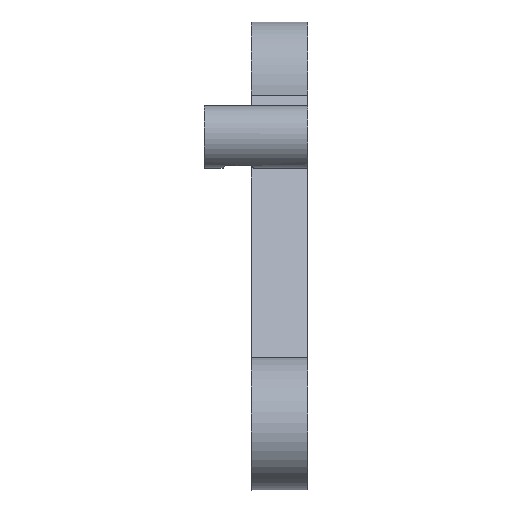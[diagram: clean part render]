
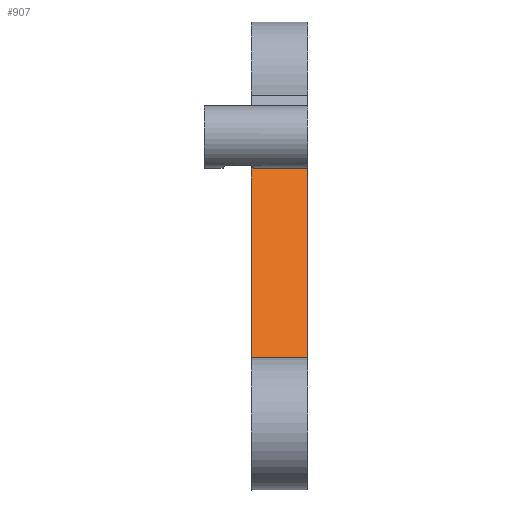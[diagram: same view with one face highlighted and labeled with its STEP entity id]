
A CAD part, left-side view. The second image highlights one B-rep face of the part: STEP entity #907.
In plain terms, the highlighted planar face has unit normal (-0.902, 0, 0.432).
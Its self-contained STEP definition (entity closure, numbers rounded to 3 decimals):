
#84=B_SPLINE_CURVE_WITH_KNOTS('',3,(#1704,#1705,#1706,#1707,#1708,#1709,
#1710,#1711,#1712,#1713),.UNSPECIFIED.,.F.,.F.,(4,2,2,2,4),(-0.239,
-0.238,-0.223,-0.206,-0.189),
 .UNSPECIFIED.);
#158=FACE_OUTER_BOUND('',#225,.T.);
#225=EDGE_LOOP('',(#742,#743,#744,#745,#746,#747));
#272=LINE('',#1355,#333);
#277=LINE('',#1482,#338);
#292=LINE('',#1701,#353);
#293=LINE('',#1703,#354);
#294=LINE('',#1714,#355);
#333=VECTOR('',#1072,10.);
#338=VECTOR('',#1127,10.);
#353=VECTOR('',#1192,10.);
#354=VECTOR('',#1193,10.);
#355=VECTOR('',#1194,10.);
#399=VERTEX_POINT('',#1339);
#400=VERTEX_POINT('',#1354);
#418=VERTEX_POINT('',#1480);
#419=VERTEX_POINT('',#1481);
#448=VERTEX_POINT('',#1700);
#449=VERTEX_POINT('',#1702);
#487=EDGE_CURVE('',#400,#399,#272,.T.);
#515=EDGE_CURVE('',#418,#419,#277,.T.);
#557=EDGE_CURVE('',#448,#418,#292,.T.);
#558=EDGE_CURVE('',#449,#448,#293,.T.);
#559=EDGE_CURVE('',#400,#449,#84,.T.);
#560=EDGE_CURVE('',#399,#419,#294,.T.);
#742=ORIENTED_EDGE('',*,*,#557,.F.);
#743=ORIENTED_EDGE('',*,*,#558,.F.);
#744=ORIENTED_EDGE('',*,*,#559,.F.);
#745=ORIENTED_EDGE('',*,*,#487,.T.);
#746=ORIENTED_EDGE('',*,*,#560,.T.);
#747=ORIENTED_EDGE('',*,*,#515,.F.);
#876=PLANE('',#1005);
#907=ADVANCED_FACE('',(#158),#876,.T.);
#1005=AXIS2_PLACEMENT_3D('',#1699,#1190,#1191);
#1072=DIRECTION('',(-0.432,0.,-0.902));
#1127=DIRECTION('',(-0.432,0.,-0.902));
#1190=DIRECTION('center_axis',(-0.902,0.,
0.432));
#1191=DIRECTION('ref_axis',(-0.432,0.,-0.902));
#1192=DIRECTION('',(0.,-1.,0.));
#1193=DIRECTION('',(-0.432,0.,-0.902));
#1194=DIRECTION('',(0.,-1.,0.));
#1339=CARTESIAN_POINT('',(96.375,145.861,62.451));
#1354=CARTESIAN_POINT('',(111.096,145.861,93.215));
#1355=CARTESIAN_POINT('',(116.432,145.861,104.366));
#1480=CARTESIAN_POINT('',(110.849,136.861,92.699));
#1481=CARTESIAN_POINT('',(96.375,136.861,62.451));
#1482=CARTESIAN_POINT('',(116.432,136.861,104.366));
#1699=CARTESIAN_POINT('Origin',(116.432,145.861,104.366));
#1700=CARTESIAN_POINT('',(110.849,145.6,92.699));
#1701=CARTESIAN_POINT('',(110.849,153.4,92.699));
#1702=CARTESIAN_POINT('',(110.914,145.6,92.836));
#1703=CARTESIAN_POINT('',(109.63,145.6,90.152));
#1704=CARTESIAN_POINT('Ctrl Pts',(111.096,145.861,93.215));
#1705=CARTESIAN_POINT('Ctrl Pts',(111.096,145.858,93.215));
#1706=CARTESIAN_POINT('Ctrl Pts',(111.095,145.856,93.214));
#1707=CARTESIAN_POINT('Ctrl Pts',(111.086,145.807,93.194));
#1708=CARTESIAN_POINT('Ctrl Pts',(111.071,145.758,93.162));
#1709=CARTESIAN_POINT('Ctrl Pts',(111.038,145.687,93.093));
#1710=CARTESIAN_POINT('Ctrl Pts',(111.014,145.653,93.043));
#1711=CARTESIAN_POINT('Ctrl Pts',(110.969,145.612,92.949));
#1712=CARTESIAN_POINT('Ctrl Pts',(110.939,145.6,92.888));
#1713=CARTESIAN_POINT('Ctrl Pts',(110.914,145.6,92.836));
#1714=CARTESIAN_POINT('',(96.375,145.861,62.451));
